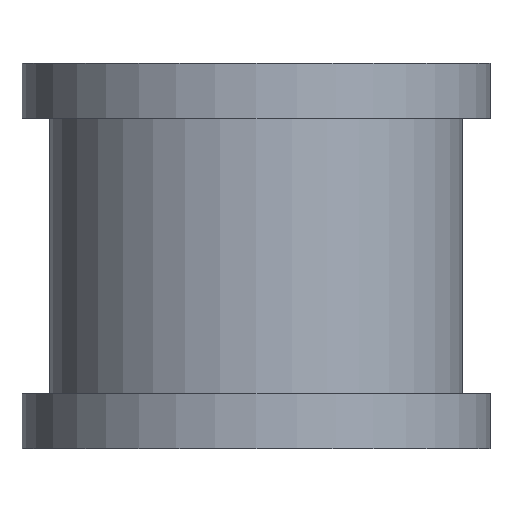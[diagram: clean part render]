
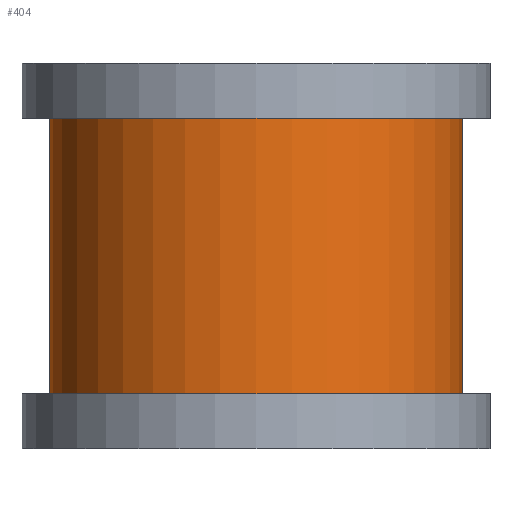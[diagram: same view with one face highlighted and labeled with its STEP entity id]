
A CAD part, left-side view. The second image highlights one B-rep face of the part: STEP entity #404.
In plain terms, the highlighted cylindrical face has radius 3.75 mm (diameter 7.5 mm), a full revolution.
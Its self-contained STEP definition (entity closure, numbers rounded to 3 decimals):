
#15=LINE('',#679,#35);
#35=VECTOR('',#531,3.75);
#55=CYLINDRICAL_SURFACE('',#452,3.75);
#84=FACE_OUTER_BOUND('',#110,.T.);
#110=EDGE_LOOP('',(#289,#290,#291,#292));
#147=CIRCLE('',#450,3.75);
#149=CIRCLE('',#453,3.75);
#187=VERTEX_POINT('',#673);
#189=VERTEX_POINT('',#678);
#227=EDGE_CURVE('',#187,#187,#147,.T.);
#229=EDGE_CURVE('',#187,#189,#15,.T.);
#230=EDGE_CURVE('',#189,#189,#149,.T.);
#289=ORIENTED_EDGE('',*,*,#227,.T.);
#290=ORIENTED_EDGE('',*,*,#229,.T.);
#291=ORIENTED_EDGE('',*,*,#230,.F.);
#292=ORIENTED_EDGE('',*,*,#229,.F.);
#404=ADVANCED_FACE('',(#84),#55,.T.);
#450=AXIS2_PLACEMENT_3D('',#674,#525,#526);
#452=AXIS2_PLACEMENT_3D('',#677,#529,#530);
#453=AXIS2_PLACEMENT_3D('',#680,#532,#533);
#525=DIRECTION('center_axis',(0.,0.,1.));
#526=DIRECTION('ref_axis',(1.,0.,0.));
#529=DIRECTION('center_axis',(0.,0.,-1.));
#530=DIRECTION('ref_axis',(-1.,0.,0.));
#531=DIRECTION('',(0.,0.,1.));
#532=DIRECTION('center_axis',(0.,0.,1.));
#533=DIRECTION('ref_axis',(1.,0.,0.));
#673=CARTESIAN_POINT('',(-2.6,0.,0.));
#674=CARTESIAN_POINT('Origin',(-6.35,0.,0.));
#677=CARTESIAN_POINT('Origin',(-6.35,0.,5.));
#678=CARTESIAN_POINT('',(-2.6,0.,5.));
#679=CARTESIAN_POINT('',(-2.6,0.,5.));
#680=CARTESIAN_POINT('Origin',(-6.35,0.,5.));
